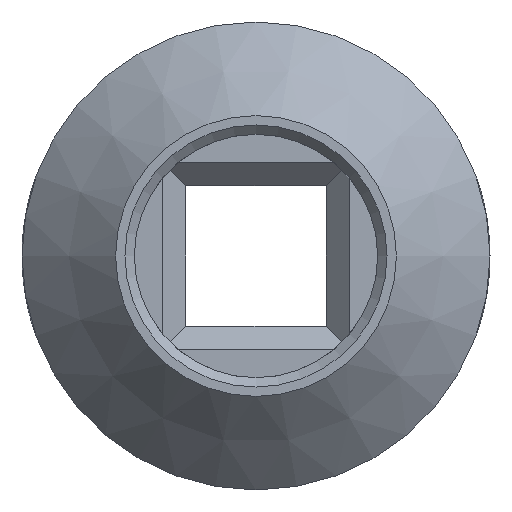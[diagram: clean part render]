
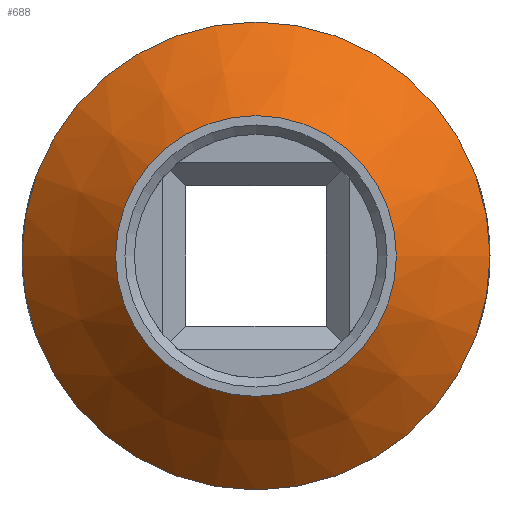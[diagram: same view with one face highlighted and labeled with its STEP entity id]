
A CAD part, front view. The second image highlights one B-rep face of the part: STEP entity #688.
In plain terms, the highlighted conical face has half-angle 45 degrees and reference radius 4 mm.
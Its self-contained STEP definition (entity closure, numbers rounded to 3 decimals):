
#119=FACE_OUTER_BOUND('',#161,.T.);
#161=EDGE_LOOP('',(#642,#643,#644,#645));
#214=LINE('',#2131,#266);
#266=VECTOR('',#923,4.);
#274=CIRCLE('',#722,3.);
#277=CIRCLE('',#730,5.);
#303=VERTEX_POINT('',#1031);
#314=VERTEX_POINT('',#1397);
#367=EDGE_CURVE('',#303,#303,#274,.T.);
#383=EDGE_CURVE('',#314,#314,#277,.T.);
#445=EDGE_CURVE('',#303,#314,#214,.T.);
#642=ORIENTED_EDGE('',*,*,#367,.T.);
#643=ORIENTED_EDGE('',*,*,#445,.T.);
#644=ORIENTED_EDGE('',*,*,#383,.T.);
#645=ORIENTED_EDGE('',*,*,#445,.F.);
#652=CONICAL_SURFACE('',#758,4.,0.785);
#688=ADVANCED_FACE('',(#119),#652,.T.);
#722=AXIS2_PLACEMENT_3D('',#1032,#801,#802);
#730=AXIS2_PLACEMENT_3D('',#1398,#826,#827);
#758=AXIS2_PLACEMENT_3D('',#2130,#921,#922);
#801=DIRECTION('center_axis',(0.,1.,0.));
#802=DIRECTION('ref_axis',(-1.,0.,0.));
#826=DIRECTION('center_axis',(0.,-1.,0.));
#827=DIRECTION('ref_axis',(-1.,0.,0.));
#921=DIRECTION('center_axis',(0.,1.,0.));
#922=DIRECTION('ref_axis',(-1.,0.,0.));
#923=DIRECTION('',(0.707,0.707,0.));
#1031=CARTESIAN_POINT('',(3.,14.,0.));
#1032=CARTESIAN_POINT('Origin',(0.,14.,0.));
#1397=CARTESIAN_POINT('',(5.,16.,0.));
#1398=CARTESIAN_POINT('Origin',(0.,16.,0.));
#2130=CARTESIAN_POINT('Origin',(0.,15.,0.));
#2131=CARTESIAN_POINT('',(4.,15.,0.));
